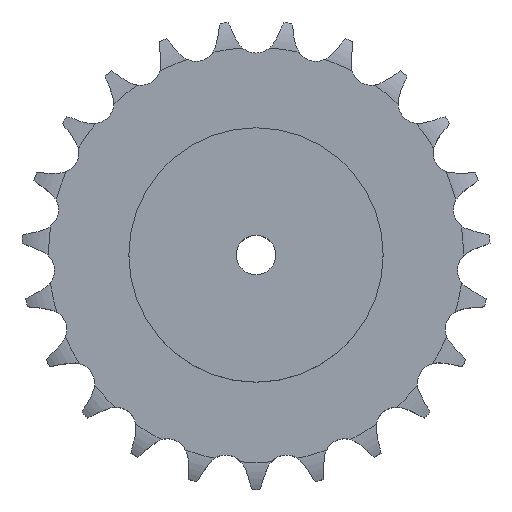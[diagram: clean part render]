
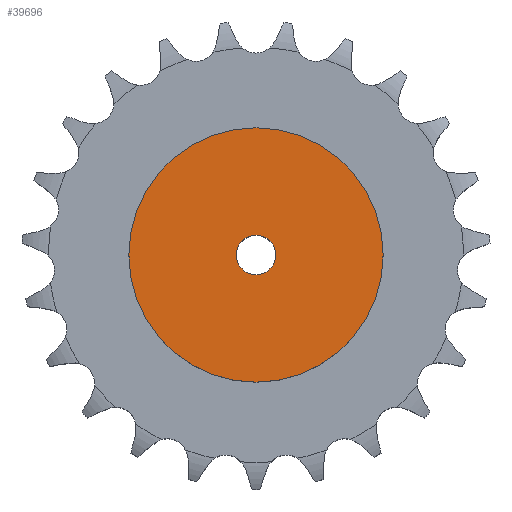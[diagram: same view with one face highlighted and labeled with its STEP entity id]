
A CAD part, top view. The second image highlights one B-rep face of the part: STEP entity #39696.
In plain terms, the highlighted planar face has unit normal (0, 0, 1).
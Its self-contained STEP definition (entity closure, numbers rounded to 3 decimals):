
#21202 = CYLINDRICAL_SURFACE('',#21203,12.5);
#21203 = AXIS2_PLACEMENT_3D('',#21204,#21205,#21206);
#21204 = CARTESIAN_POINT('',(0.,0.,461.801));
#21205 = DIRECTION('',(0.,0.,1.));
#21206 = DIRECTION('',(1.,0.,0.));
#27155 = EDGE_CURVE('',#27156,#27156,#27158,.T.);
#27156 = VERTEX_POINT('',#27157);
#27157 = CARTESIAN_POINT('',(12.5,0.,100.));
#27158 = SURFACE_CURVE('',#27159,(#27164,#27171),.PCURVE_S1.);
#27159 = CIRCLE('',#27160,12.5);
#27160 = AXIS2_PLACEMENT_3D('',#27161,#27162,#27163);
#27161 = CARTESIAN_POINT('',(0.,0.,100.));
#27162 = DIRECTION('',(0.,0.,1.));
#27163 = DIRECTION('',(1.,0.,0.));
#27164 = PCURVE('',#21202,#27165);
#27165 = DEFINITIONAL_REPRESENTATION('',(#27166),#27170);
#27166 = LINE('',#27167,#27168);
#27167 = CARTESIAN_POINT('',(0.,-361.801));
#27168 = VECTOR('',#27169,1.);
#27169 = DIRECTION('',(1.,0.));
#27170 = ( GEOMETRIC_REPRESENTATION_CONTEXT(2) 
PARAMETRIC_REPRESENTATION_CONTEXT() REPRESENTATION_CONTEXT('2D SPACE',''
  ) );
#27171 = PCURVE('',#27172,#27177);
#27172 = PLANE('',#27173);
#27173 = AXIS2_PLACEMENT_3D('',#27174,#27175,#27176);
#27174 = CARTESIAN_POINT('',(0.,0.,100.
    ));
#27175 = DIRECTION('',(0.,0.,1.));
#27176 = DIRECTION('',(1.,0.,0.));
#27177 = DEFINITIONAL_REPRESENTATION('',(#27178),#27182);
#27178 = CIRCLE('',#27179,12.5);
#27179 = AXIS2_PLACEMENT_2D('',#27180,#27181);
#27180 = CARTESIAN_POINT('',(0.,0.));
#27181 = DIRECTION('',(1.,0.));
#27182 = ( GEOMETRIC_REPRESENTATION_CONTEXT(2) 
PARAMETRIC_REPRESENTATION_CONTEXT() REPRESENTATION_CONTEXT('2D SPACE',''
  ) );
#39696 = ADVANCED_FACE('',(#39697,#39728),#27172,.T.);
#39697 = FACE_BOUND('',#39698,.T.);
#39698 = EDGE_LOOP('',(#39699));
#39699 = ORIENTED_EDGE('',*,*,#39700,.T.);
#39700 = EDGE_CURVE('',#39701,#39701,#39703,.T.);
#39701 = VERTEX_POINT('',#39702);
#39702 = CARTESIAN_POINT('',(80.,0.,100.));
#39703 = SURFACE_CURVE('',#39704,(#39709,#39716),.PCURVE_S1.);
#39704 = CIRCLE('',#39705,80.);
#39705 = AXIS2_PLACEMENT_3D('',#39706,#39707,#39708);
#39706 = CARTESIAN_POINT('',(0.,0.,100.));
#39707 = DIRECTION('',(0.,0.,1.));
#39708 = DIRECTION('',(1.,0.,0.));
#39709 = PCURVE('',#27172,#39710);
#39710 = DEFINITIONAL_REPRESENTATION('',(#39711),#39715);
#39711 = CIRCLE('',#39712,80.);
#39712 = AXIS2_PLACEMENT_2D('',#39713,#39714);
#39713 = CARTESIAN_POINT('',(0.,0.));
#39714 = DIRECTION('',(1.,0.));
#39715 = ( GEOMETRIC_REPRESENTATION_CONTEXT(2) 
PARAMETRIC_REPRESENTATION_CONTEXT() REPRESENTATION_CONTEXT('2D SPACE',''
  ) );
#39716 = PCURVE('',#39717,#39722);
#39717 = CYLINDRICAL_SURFACE('',#39718,80.);
#39718 = AXIS2_PLACEMENT_3D('',#39719,#39720,#39721);
#39719 = CARTESIAN_POINT('',(0.,0.,0.));
#39720 = DIRECTION('',(-0.,-0.,-1.));
#39721 = DIRECTION('',(1.,0.,0.));
#39722 = DEFINITIONAL_REPRESENTATION('',(#39723),#39727);
#39723 = LINE('',#39724,#39725);
#39724 = CARTESIAN_POINT('',(-0.,-100.));
#39725 = VECTOR('',#39726,1.);
#39726 = DIRECTION('',(-1.,0.));
#39727 = ( GEOMETRIC_REPRESENTATION_CONTEXT(2) 
PARAMETRIC_REPRESENTATION_CONTEXT() REPRESENTATION_CONTEXT('2D SPACE',''
  ) );
#39728 = FACE_BOUND('',#39729,.T.);
#39729 = EDGE_LOOP('',(#39730));
#39730 = ORIENTED_EDGE('',*,*,#27155,.F.);
